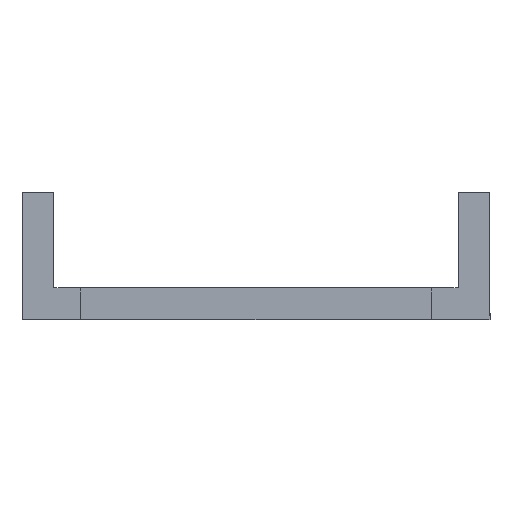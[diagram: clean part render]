
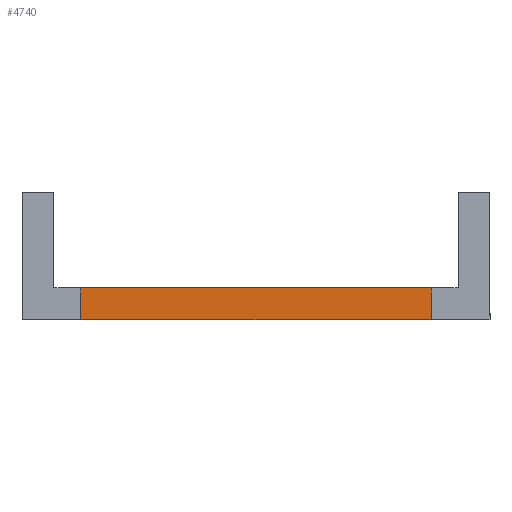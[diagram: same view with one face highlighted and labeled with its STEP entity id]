
A CAD part, left-side view. The second image highlights one B-rep face of the part: STEP entity #4740.
In plain terms, the highlighted planar face has unit normal (-1, 0, 0).
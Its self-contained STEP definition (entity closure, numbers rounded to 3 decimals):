
#274=FACE_OUTER_BOUND('',#504,.T.);
#504=EDGE_LOOP('',(#4181,#4182,#4183,#4184));
#1042=LINE('',#7132,#1706);
#1188=LINE('',#7398,#1852);
#1189=LINE('',#7401,#1853);
#1190=LINE('',#7402,#1854);
#1706=VECTOR('',#5790,10.);
#1852=VECTOR('',#6062,10.);
#1853=VECTOR('',#6065,10.);
#1854=VECTOR('',#6066,10.);
#2248=VERTEX_POINT('',#7129);
#2249=VERTEX_POINT('',#7131);
#2306=VERTEX_POINT('',#7396);
#2307=VERTEX_POINT('',#7400);
#2826=EDGE_CURVE('',#2248,#2249,#1042,.T.);
#2972=EDGE_CURVE('',#2248,#2306,#1188,.T.);
#2973=EDGE_CURVE('',#2307,#2306,#1189,.T.);
#2974=EDGE_CURVE('',#2249,#2307,#1190,.T.);
#4181=ORIENTED_EDGE('',*,*,#2972,.T.);
#4182=ORIENTED_EDGE('',*,*,#2973,.F.);
#4183=ORIENTED_EDGE('',*,*,#2974,.F.);
#4184=ORIENTED_EDGE('',*,*,#2826,.F.);
#4528=PLANE('',#4974);
#4740=ADVANCED_FACE('',(#274),#4528,.T.);
#4974=AXIS2_PLACEMENT_3D('',#7399,#6063,#6064);
#5790=DIRECTION('',(0.,-1.,0.));
#6062=DIRECTION('',(0.,0.,-1.));
#6063=DIRECTION('center_axis',(-1.,0.,0.));
#6064=DIRECTION('ref_axis',(0.,1.,0.));
#6065=DIRECTION('',(0.,1.,0.));
#6066=DIRECTION('',(0.,0.,-1.));
#7129=CARTESIAN_POINT('',(16.604,47.655,55.));
#7131=CARTESIAN_POINT('',(16.604,14.655,55.));
#7132=CARTESIAN_POINT('',(16.604,22.905,55.));
#7396=CARTESIAN_POINT('',(16.604,47.655,52.));
#7398=CARTESIAN_POINT('',(16.604,47.655,54.));
#7399=CARTESIAN_POINT('Origin',(16.604,14.655,54.));
#7400=CARTESIAN_POINT('',(16.604,14.655,52.));
#7401=CARTESIAN_POINT('',(16.604,22.905,52.));
#7402=CARTESIAN_POINT('',(16.604,14.655,54.));
